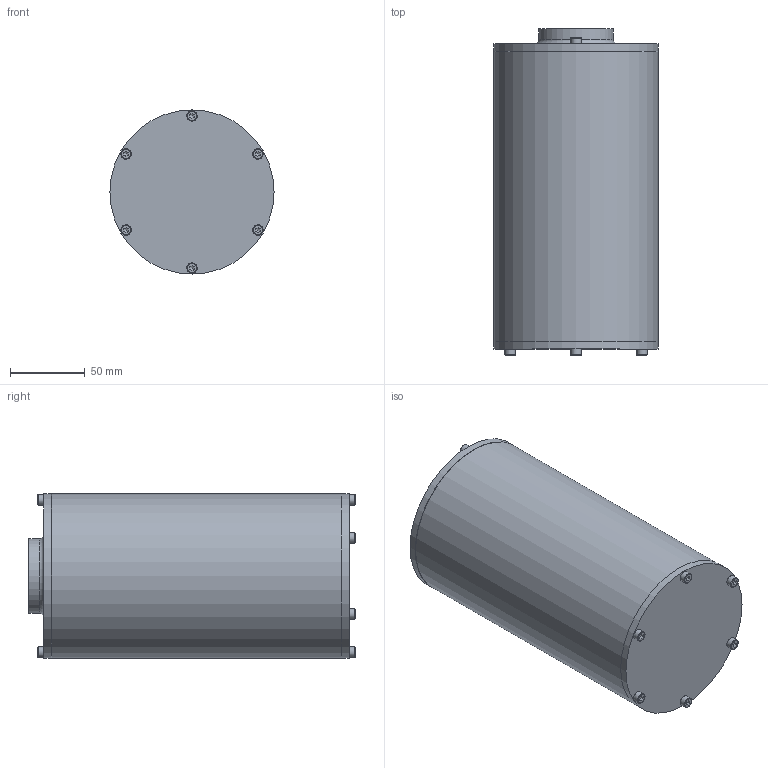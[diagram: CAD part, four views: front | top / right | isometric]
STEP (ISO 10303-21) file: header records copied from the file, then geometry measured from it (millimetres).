
FILE_DESCRIPTION(/* description */ (''),/* implementation_level */ '2;1');
FILE_NAME(/* name */ 'Zusammenbau Feder Topf.stp',/* time_stamp */ '2025-03-21T15:00:06+01:00',/* author */ ('zusarac'),/* organization */ (''),/* preprocessor_version */ 'ST-DEVELOPER v19.2',/* originating_system */ 'Autodesk Inventor 2024',/* authorisation */ '');
FILE_SCHEMA (('AUTOMOTIVE_DESIGN { 1 0 10303 214 3 1 1 }'));
Length unit declared in the file: millimetre
Products named in the file (9): Zusammenbau Feder Topf; Deckel Stempel; Stempel; Gehäuse; Deckel Stempel 2; Compress Spring1; Topf; Compress Spring1_1; ISO 4762 - M4 x 10
Assembly tree (15 placements, depth 2):
  Zusammenbau Feder Topf
    Deckel Stempel
    Stempel
    Gehäuse
    ISO 4762 - M4 x 10  x8
    Deckel Stempel 2
    Compress Spring1
    Topf
    Compress Spring1_1
Bounding box: 110 x 218.62 x 110 mm (x, y, z)
Volume: 1010961.9 mm3; surface area: 308519.6 mm2
Topology: 15 solids, 15 shells, 238 faces, 551 edges, 363 vertices
Faces by surface type: plane 102, cylinder 60, cone 36, bspline 22, torus 18
Full cylindrical faces by diameter (mm): 3.242 x12, 4 x8, 4.5 x12, 7 x8, 32 x2, 40 x2, 42 x1, 50 x1, 58 x1, 68 x1, 70 x1, 75 x1, 80 x1, 84 x1, 92 x1, 94 x4, 110 x3
Entity records: 8923 total; most frequent: CARTESIAN_POINT 5503, DIRECTION 686, ORIENTED_EDGE 572, AXIS2_PLACEMENT_3D 301, EDGE_CURVE 286, VERTEX_POINT 195, EDGE_LOOP 189, CIRCLE 165
